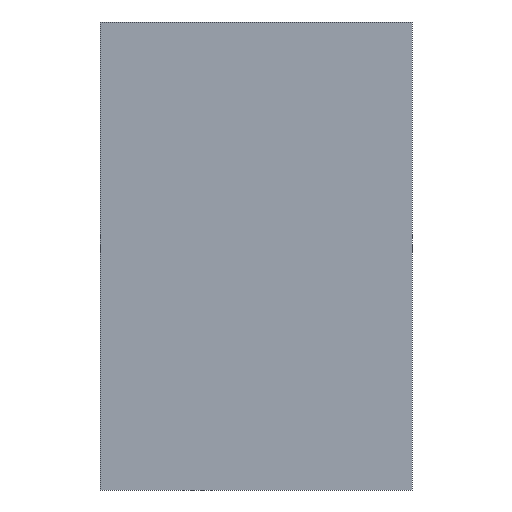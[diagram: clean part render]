
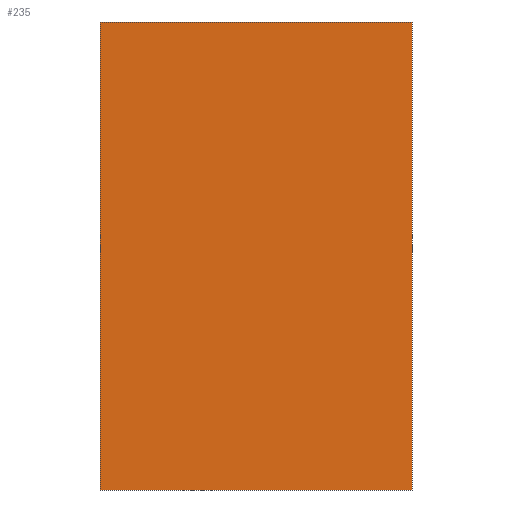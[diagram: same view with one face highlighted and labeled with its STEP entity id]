
A CAD part, left-side view. The second image highlights one B-rep face of the part: STEP entity #235.
In plain terms, the highlighted planar face has unit normal (-1, 0, 0).
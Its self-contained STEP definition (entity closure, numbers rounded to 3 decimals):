
#9 = ORIENTED_EDGE ( 'NONE', *, *, #141, .T. ) ;
#11 = LINE ( 'NONE', #81, #18 ) ;
#12 = VERTEX_POINT ( 'NONE', #46 ) ;
#14 = CARTESIAN_POINT ( 'NONE',  ( -15., -14.79, 45. ) ) ;
#15 = LINE ( 'NONE', #160, #25 ) ;
#18 = VECTOR ( 'NONE', #217, 1000. ) ;
#25 = VECTOR ( 'NONE', #85, 1000. ) ;
#33 = LINE ( 'NONE', #86, #152 ) ;
#35 = CARTESIAN_POINT ( 'NONE',  ( -15., -14.79, 0. ) ) ;
#36 = EDGE_CURVE ( 'NONE', #77, #172, #193, .T. ) ;
#43 = ORIENTED_EDGE ( 'NONE', *, *, #163, .F. ) ;
#46 = CARTESIAN_POINT ( 'NONE',  ( -15., 15.21, 45. ) ) ;
#77 = VERTEX_POINT ( 'NONE', #124 ) ;
#81 = CARTESIAN_POINT ( 'NONE',  ( -15., 15.21, 45. ) ) ;
#85 = DIRECTION ( 'NONE',  ( 0., -1., 0. ) ) ;
#86 = CARTESIAN_POINT ( 'NONE',  ( -15., 15.21, 45. ) ) ;
#97 = EDGE_CURVE ( 'NONE', #114, #172, #15, .T. ) ;
#114 = VERTEX_POINT ( 'NONE', #231 ) ;
#121 = CARTESIAN_POINT ( 'NONE',  ( -15., 15.21, 45. ) ) ;
#124 = CARTESIAN_POINT ( 'NONE',  ( -15., -14.79, 45. ) ) ;
#133 = DIRECTION ( 'NONE',  ( 0., 0., -1. ) ) ;
#139 = AXIS2_PLACEMENT_3D ( 'NONE', #121, #159, #209 ) ;
#141 = EDGE_CURVE ( 'NONE', #12, #114, #11, .T. ) ;
#143 = FACE_OUTER_BOUND ( 'NONE', #176, .T. ) ;
#152 = VECTOR ( 'NONE', #199, 1000. ) ;
#159 = DIRECTION ( 'NONE',  ( 1., 0., 0. ) ) ;
#160 = CARTESIAN_POINT ( 'NONE',  ( -15., 15.21, 0. ) ) ;
#163 = EDGE_CURVE ( 'NONE', #12, #77, #33, .T. ) ;
#172 = VERTEX_POINT ( 'NONE', #35 ) ;
#176 = EDGE_LOOP ( 'NONE', ( #191, #225, #43, #9 ) ) ;
#178 = PLANE ( 'NONE',  #139 ) ;
#191 = ORIENTED_EDGE ( 'NONE', *, *, #97, .T. ) ;
#193 = LINE ( 'NONE', #14, #200 ) ;
#199 = DIRECTION ( 'NONE',  ( 0., -1., 0. ) ) ;
#200 = VECTOR ( 'NONE', #133, 1000. ) ;
#209 = DIRECTION ( 'NONE',  ( 0., 1., 0. ) ) ;
#217 = DIRECTION ( 'NONE',  ( 0., 0., -1. ) ) ;
#225 = ORIENTED_EDGE ( 'NONE', *, *, #36, .F. ) ;
#231 = CARTESIAN_POINT ( 'NONE',  ( -15., 15.21, 0. ) ) ;
#235 = ADVANCED_FACE ( 'NONE', ( #143 ), #178, .F. ) ;
